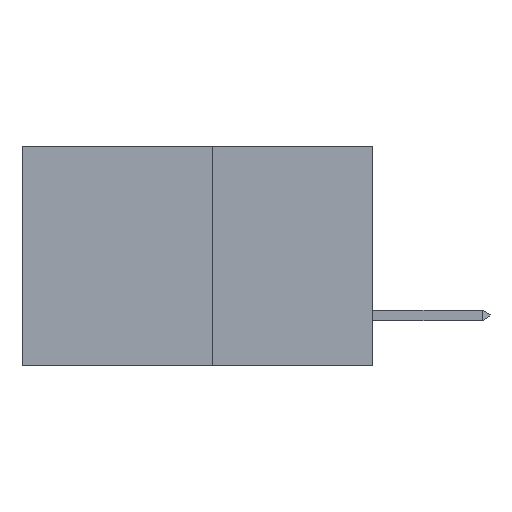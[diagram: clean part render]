
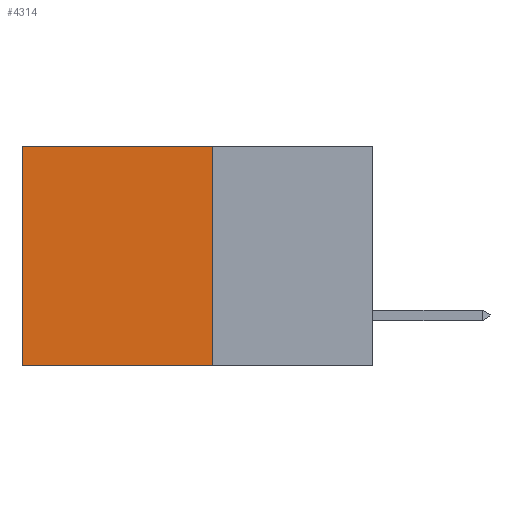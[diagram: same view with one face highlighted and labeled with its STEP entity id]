
A CAD part, left-side view. The second image highlights one B-rep face of the part: STEP entity #4314.
In plain terms, the highlighted planar face has unit normal (-1, 0, 0).
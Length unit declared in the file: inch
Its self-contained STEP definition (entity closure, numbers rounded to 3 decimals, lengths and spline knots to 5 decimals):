
#28 = CARTESIAN_POINT ( 'NONE',  ( 0.277, 0.27, -0.37 ) ) ;
#171 = EDGE_CURVE ( 'NONE', #9284, #1743, #1098, .T. ) ;
#462 = DIRECTION ( 'NONE',  ( 0., 1., 0. ) ) ;
#620 = DIRECTION ( 'NONE',  ( 0., 1., 0. ) ) ;
#627 = CARTESIAN_POINT ( 'NONE',  ( 0.277, 0.27, 0. ) ) ;
#1098 = LINE ( 'NONE', #28, #6547 ) ;
#1700 = ORIENTED_EDGE ( 'NONE', *, *, #6424, .T. ) ;
#1743 = VERTEX_POINT ( 'NONE', #1875 ) ;
#1874 = LINE ( 'NONE', #627, #2617 ) ;
#1875 = CARTESIAN_POINT ( 'NONE',  ( 0.277, 0.27, -0.37 ) ) ;
#2510 = CARTESIAN_POINT ( 'NONE',  ( 0.277, 0.59, 0. ) ) ;
#2617 = VECTOR ( 'NONE', #620, 39.37008 ) ;
#2686 = EDGE_CURVE ( 'NONE', #1743, #3517, #14351, .T. ) ;
#3517 = VERTEX_POINT ( 'NONE', #7062 ) ;
#3983 = VERTEX_POINT ( 'NONE', #2510 ) ;
#4249 = CARTESIAN_POINT ( 'NONE',  ( 0.277, 0.27, 0. ) ) ;
#4314 = ADVANCED_FACE ( 'NONE', ( #14152 ), #8141, .F. ) ;
#4320 = CARTESIAN_POINT ( 'NONE',  ( 0.277, 0.59, -0.37 ) ) ;
#4463 = ORIENTED_EDGE ( 'NONE', *, *, #2686, .F. ) ;
#5116 = AXIS2_PLACEMENT_3D ( 'NONE', #13270, #13499, #13647 ) ;
#6424 = EDGE_CURVE ( 'NONE', #9284, #3983, #1874, .T. ) ;
#6547 = VECTOR ( 'NONE', #7389, 39.37008 ) ;
#7062 = CARTESIAN_POINT ( 'NONE',  ( 0.277, 0.59, -0.37 ) ) ;
#7389 = DIRECTION ( 'NONE',  ( 0., 0., -1. ) ) ;
#8141 = PLANE ( 'NONE',  #5116 ) ;
#8567 = EDGE_LOOP ( 'NONE', ( #10173, #4463, #10519, #1700 ) ) ;
#9284 = VERTEX_POINT ( 'NONE', #4249 ) ;
#9913 = CARTESIAN_POINT ( 'NONE',  ( 0.277, 0.27, -0.37 ) ) ;
#10173 = ORIENTED_EDGE ( 'NONE', *, *, #14088, .T. ) ;
#10519 = ORIENTED_EDGE ( 'NONE', *, *, #171, .F. ) ;
#11460 = VECTOR ( 'NONE', #462, 39.37008 ) ;
#12417 = LINE ( 'NONE', #4320, #14586 ) ;
#13270 = CARTESIAN_POINT ( 'NONE',  ( 0.277, 0.27, -0.37 ) ) ;
#13499 = DIRECTION ( 'NONE',  ( 1., 0., 0. ) ) ;
#13647 = DIRECTION ( 'NONE',  ( 0., 0., -1. ) ) ;
#14088 = EDGE_CURVE ( 'NONE', #3983, #3517, #12417, .T. ) ;
#14152 = FACE_OUTER_BOUND ( 'NONE', #8567, .T. ) ;
#14310 = DIRECTION ( 'NONE',  ( 0., 0., -1. ) ) ;
#14351 = LINE ( 'NONE', #9913, #11460 ) ;
#14586 = VECTOR ( 'NONE', #14310, 39.37008 ) ;
